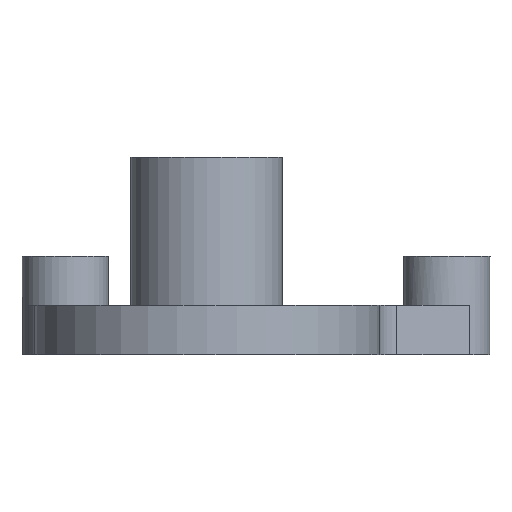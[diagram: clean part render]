
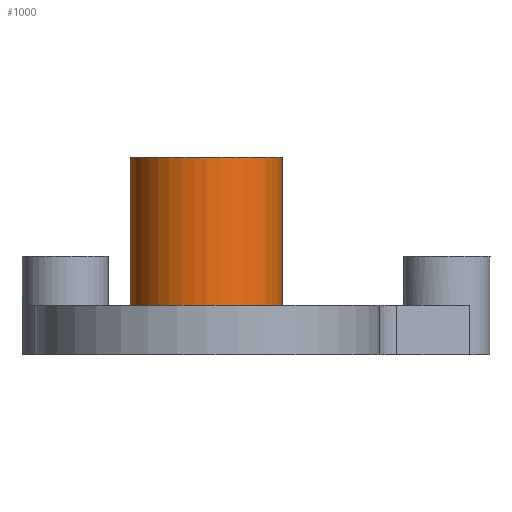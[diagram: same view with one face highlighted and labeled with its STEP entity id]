
A CAD part, front view. The second image highlights one B-rep face of the part: STEP entity #1000.
In plain terms, the highlighted cylindrical face has radius 6.15 mm (diameter 12.3 mm), a partial arc.
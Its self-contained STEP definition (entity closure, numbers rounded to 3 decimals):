
#65=FACE_OUTER_BOUND('',#130,.T.);
#130=EDGE_LOOP('',(#779,#780,#781,#782));
#218=LINE('',#1690,#310);
#223=LINE('',#1700,#315);
#310=VECTOR('',#1332,10.);
#315=VECTOR('',#1341,10.);
#387=CIRCLE('',#1088,6.15);
#414=CIRCLE('',#1120,6.15);
#468=VERTEX_POINT('',#1596);
#469=VERTEX_POINT('',#1598);
#512=VERTEX_POINT('',#1689);
#515=VERTEX_POINT('',#1699);
#571=EDGE_CURVE('',#469,#468,#387,.T.);
#616=EDGE_CURVE('',#469,#512,#218,.T.);
#621=EDGE_CURVE('',#468,#515,#223,.T.);
#622=EDGE_CURVE('',#515,#512,#414,.T.);
#779=ORIENTED_EDGE('',*,*,#571,.T.);
#780=ORIENTED_EDGE('',*,*,#621,.T.);
#781=ORIENTED_EDGE('',*,*,#622,.T.);
#782=ORIENTED_EDGE('',*,*,#616,.F.);
#967=CYLINDRICAL_SURFACE('',#1119,6.15);
#1000=ADVANCED_FACE('',(#65),#967,.T.);
#1088=AXIS2_PLACEMENT_3D('',#1599,#1254,#1255);
#1119=AXIS2_PLACEMENT_3D('',#1698,#1339,#1340);
#1120=AXIS2_PLACEMENT_3D('',#1701,#1342,#1343);
#1254=DIRECTION('center_axis',(0.,0.,1.));
#1255=DIRECTION('ref_axis',(-0.569,-0.822,0.));
#1332=DIRECTION('',(0.,0.,1.));
#1339=DIRECTION('center_axis',(0.,0.,-1.));
#1340=DIRECTION('ref_axis',(-0.569,-0.822,0.));
#1341=DIRECTION('',(0.,0.,1.));
#1342=DIRECTION('center_axis',(0.,0.,-1.));
#1343=DIRECTION('ref_axis',(-0.569,-0.822,0.));
#1596=CARTESIAN_POINT('',(6.054,1.08,4.));
#1598=CARTESIAN_POINT('',(-6.054,1.08,4.));
#1599=CARTESIAN_POINT('Origin',(0.,0.,4.));
#1689=CARTESIAN_POINT('',(-6.054,1.08,16.));
#1690=CARTESIAN_POINT('',(-6.054,1.08,0.));
#1698=CARTESIAN_POINT('Origin',(0.,0.,0.));
#1699=CARTESIAN_POINT('',(6.054,1.08,16.));
#1700=CARTESIAN_POINT('',(6.054,1.08,0.));
#1701=CARTESIAN_POINT('Origin',(0.,0.,16.));
